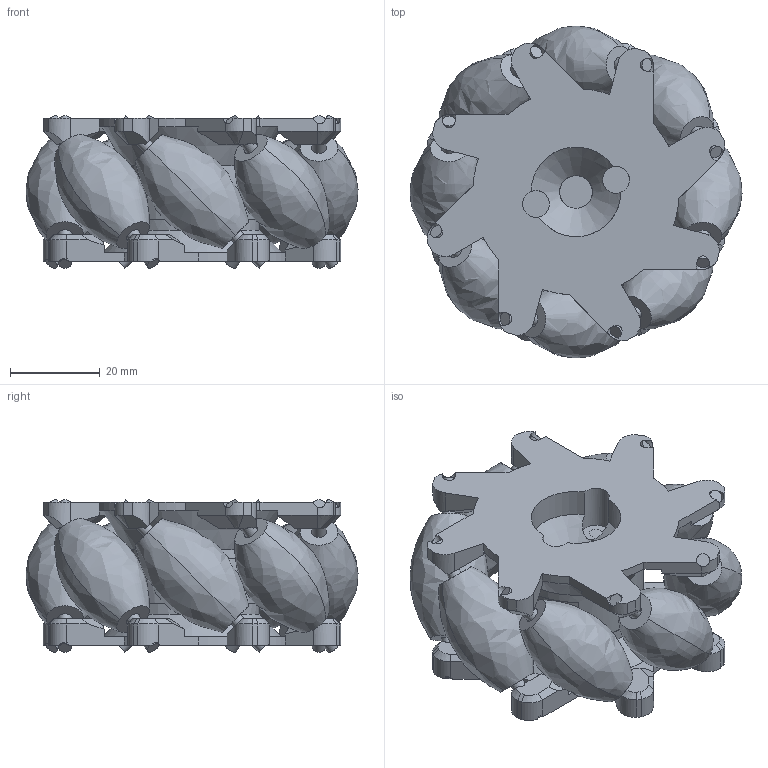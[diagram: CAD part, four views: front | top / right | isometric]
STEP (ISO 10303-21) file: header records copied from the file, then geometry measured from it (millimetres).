
FILE_DESCRIPTION(('STEP AP242'), '1');
FILE_NAME('WHEEL_MECH', '', ('UNSPECIFIED'), ('UNSPECIFIED'), 'C3D Converter', 'C3D Toolkit', '');
FILE_SCHEMA(('AP242_MANAGED_MODEL_BASED_3D_ENGINEERING_MIM_LF { 1 0 10303 442 1 1 4 }'));
Length unit declared in the file: millimetre
Products named in the file (11): WHEEL_MECH; wheel_rim; wheel_rod; wheel_roller
Assembly tree (18 placements, depth 2):
  WHEEL_MECH
    wheel_rim
    wheel_rod  x4
    wheel_rod  x2
    wheel_rod
    wheel_rod
    wheel_roller  x4
    wheel_roller
    wheel_roller  x2
    wheel_roller
    wheel_rim
Bounding box: 74.05 x 74.05 x 33.94 mm (x, y, z)
Volume: 67528.2 mm3; surface area: 35142.6 mm2
Topology: 18 solids, 18 shells, 357 faces, 970 edges, 623 vertices
Faces by surface type: plane 220, cylinder 93, cone 28, bspline 16
Full cylindrical faces by diameter (mm): 3 x28, 3.4 x8, 6 x2, 7.3 x1, 30 x2
Entity records: 14779 total; most frequent: CARTESIAN_POINT 3353, ORIENTED_EDGE 1770, DIRECTION 1590, EDGE_CURVE 885, VERTEX_POINT 591, AXIS2_PLACEMENT_3D 545, LINE 500, VECTOR 500
